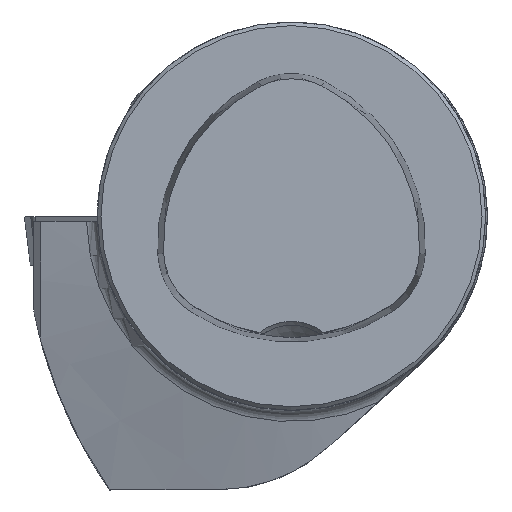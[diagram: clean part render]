
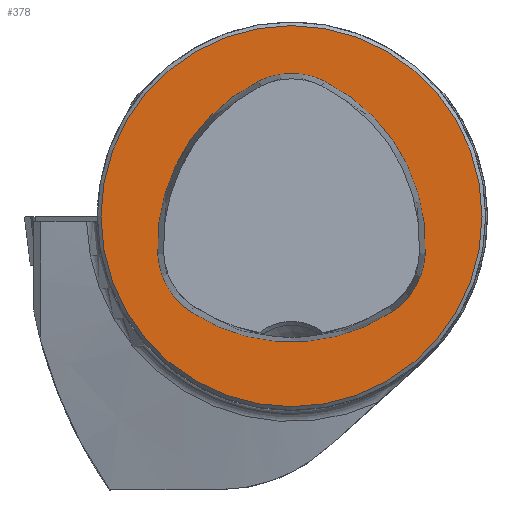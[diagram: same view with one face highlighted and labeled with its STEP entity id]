
A CAD part, top view. The second image highlights one B-rep face of the part: STEP entity #378.
In plain terms, the highlighted planar face has unit normal (0, 0, 1).
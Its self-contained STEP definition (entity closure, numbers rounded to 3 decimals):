
#116=FACE_BOUND('',#693,.T.);
#117=FACE_BOUND('',#694,.T.);
#298=CIRCLE('',#2487,15.063);
#300=CIRCLE('',#2490,15.063);
#301=CIRCLE('',#2491,6.063);
#302=CIRCLE('',#2492,15.063);
#303=CIRCLE('',#2493,6.063);
#304=CIRCLE('',#2494,6.063);
#305=CIRCLE('',#2495,15.7);
#378=ADVANCED_FACE('CU_FL_N1_SU_1',(#116,#117),#503,.T.);
#503=PLANE('',#2496);
#693=EDGE_LOOP('',(#1002,#1003,#1004,#1005,#1006,#1007));
#694=EDGE_LOOP('',(#1008));
#1002=ORIENTED_EDGE('',*,*,#1872,.F.);
#1003=ORIENTED_EDGE('',*,*,#1873,.F.);
#1004=ORIENTED_EDGE('',*,*,#1874,.F.);
#1005=ORIENTED_EDGE('',*,*,#1875,.F.);
#1006=ORIENTED_EDGE('',*,*,#1869,.F.);
#1007=ORIENTED_EDGE('',*,*,#1876,.F.);
#1008=ORIENTED_EDGE('',*,*,#1877,.T.);
#1635=VERTEX_POINT('',#3949);
#1636=VERTEX_POINT('',#3951);
#1638=VERTEX_POINT('',#3957);
#1639=VERTEX_POINT('',#3958);
#1640=VERTEX_POINT('',#3960);
#1641=VERTEX_POINT('',#3962);
#1642=VERTEX_POINT('',#3966);
#1869=EDGE_CURVE('',#1635,#1636,#298,.T.);
#1872=EDGE_CURVE('',#1638,#1639,#300,.T.);
#1873=EDGE_CURVE('',#1640,#1638,#301,.T.);
#1874=EDGE_CURVE('',#1641,#1640,#302,.T.);
#1875=EDGE_CURVE('',#1636,#1641,#303,.T.);
#1876=EDGE_CURVE('',#1639,#1635,#304,.T.);
#1877=EDGE_CURVE('',#1642,#1642,#305,.T.);
#2487=AXIS2_PLACEMENT_3D('',#3950,#2829,#2830);
#2490=AXIS2_PLACEMENT_3D('',#3956,#2836,#2837);
#2491=AXIS2_PLACEMENT_3D('',#3959,#2838,#2839);
#2492=AXIS2_PLACEMENT_3D('',#3961,#2840,#2841);
#2493=AXIS2_PLACEMENT_3D('',#3963,#2842,#2843);
#2494=AXIS2_PLACEMENT_3D('',#3964,#2844,#2845);
#2495=AXIS2_PLACEMENT_3D('',#3965,#2846,#2847);
#2496=AXIS2_PLACEMENT_3D('',#3967,#2848,#2849);
#2829=DIRECTION('',(0.,0.,1.));
#2830=DIRECTION('',(1.,0.,0.));
#2836=DIRECTION('',(0.,0.,1.));
#2837=DIRECTION('',(1.,0.,0.));
#2838=DIRECTION('',(0.,0.,1.));
#2839=DIRECTION('',(1.,0.,0.));
#2840=DIRECTION('',(0.,0.,1.));
#2841=DIRECTION('',(1.,0.,0.));
#2842=DIRECTION('',(0.,0.,1.));
#2843=DIRECTION('',(1.,0.,0.));
#2844=DIRECTION('',(0.,0.,1.));
#2845=DIRECTION('',(1.,0.,0.));
#2846=DIRECTION('',(0.,0.,1.));
#2847=DIRECTION('',(1.,0.,0.));
#2848=DIRECTION('',(0.,0.,1.));
#2849=DIRECTION('',(1.,0.,0.));
#3949=CARTESIAN_POINT('',(-8.299,-7.87,0.));
#3950=CARTESIAN_POINT('',(0.,4.7,0.));
#3951=CARTESIAN_POINT('',(8.299,-7.87,0.));
#3956=CARTESIAN_POINT('',(4.029,-2.348,0.));
#3957=CARTESIAN_POINT('',(-2.714,11.121,0.));
#3958=CARTESIAN_POINT('',(-11.014,-3.122,0.));
#3959=CARTESIAN_POINT('',(0.,5.7,0.));
#3960=CARTESIAN_POINT('',(2.714,11.121,0.));
#3961=CARTESIAN_POINT('',(-4.029,-2.348,0.));
#3962=CARTESIAN_POINT('',(11.014,-3.122,0.));
#3963=CARTESIAN_POINT('',(4.959,-2.811,0.));
#3964=CARTESIAN_POINT('',(-4.959,-2.811,0.));
#3965=CARTESIAN_POINT('',(0.,0.,0.));
#3966=CARTESIAN_POINT('',(15.7,0.,0.));
#3967=CARTESIAN_POINT('',(0.,0.,0.));
